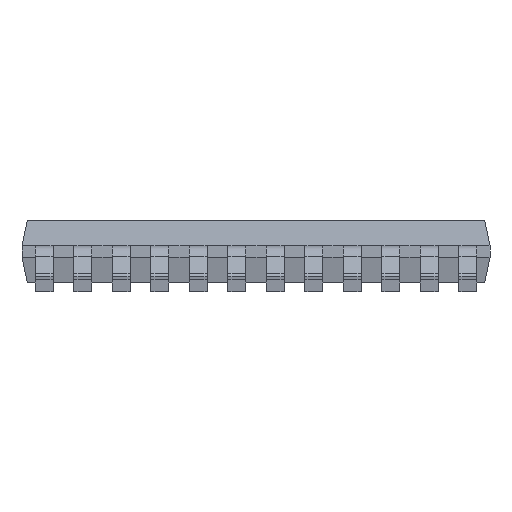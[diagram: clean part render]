
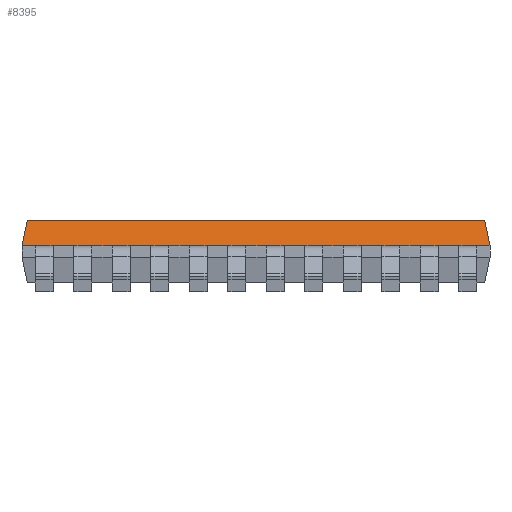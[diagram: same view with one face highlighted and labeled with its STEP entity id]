
A CAD part, left-side view. The second image highlights one B-rep face of the part: STEP entity #8395.
In plain terms, the highlighted planar face has unit normal (-0.978, 0, 0.208).
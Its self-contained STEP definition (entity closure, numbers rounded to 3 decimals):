
#308=PLANE('',#8867);
#618=FACE_OUTER_BOUND('',#1083,.T.);
#1083=EDGE_LOOP('',(#5859,#5860,#5861,#5862,#5863,#5864,#5865,#5866,#5867,
#5868,#5869,#5870,#5871,#5872,#5873,#5874,#5875,#5876,#5877,#5878,#5879,
#5880,#5881,#5882,#5883,#5884,#5885,#5886));
#1508=LINE('',#11572,#2436);
#1596=LINE('',#12449,#2524);
#1599=LINE('',#12456,#2527);
#1603=LINE('',#12465,#2531);
#1607=LINE('',#12474,#2535);
#1611=LINE('',#12483,#2539);
#1615=LINE('',#12492,#2543);
#1620=LINE('',#12503,#2548);
#1624=LINE('',#12512,#2552);
#1628=LINE('',#12521,#2556);
#1632=LINE('',#12530,#2560);
#1636=LINE('',#12539,#2564);
#1639=LINE('',#12546,#2567);
#1643=LINE('',#12555,#2571);
#1687=LINE('',#12618,#2615);
#1702=LINE('',#12635,#2630);
#1703=LINE('',#12636,#2631);
#1704=LINE('',#12637,#2632);
#1705=LINE('',#12638,#2633);
#1706=LINE('',#12639,#2634);
#1707=LINE('',#12640,#2635);
#1708=LINE('',#12641,#2636);
#1709=LINE('',#12642,#2637);
#1710=LINE('',#12643,#2638);
#1711=LINE('',#12644,#2639);
#1712=LINE('',#12645,#2640);
#1713=LINE('',#12646,#2641);
#1714=LINE('',#12647,#2642);
#2436=VECTOR('',#9441,1000.);
#2524=VECTOR('',#9555,1000.);
#2527=VECTOR('',#9560,1000.);
#2531=VECTOR('',#9566,1000.);
#2535=VECTOR('',#9572,1000.);
#2539=VECTOR('',#9578,1000.);
#2543=VECTOR('',#9584,1000.);
#2548=VECTOR('',#9591,1000.);
#2552=VECTOR('',#9597,1000.);
#2556=VECTOR('',#9603,1000.);
#2560=VECTOR('',#9609,1000.);
#2564=VECTOR('',#9615,1000.);
#2567=VECTOR('',#9620,1000.);
#2571=VECTOR('',#9626,1000.);
#2615=VECTOR('',#9688,1000.);
#2630=VECTOR('',#9707,1000.);
#2631=VECTOR('',#9708,1000.);
#2632=VECTOR('',#9709,1000.);
#2633=VECTOR('',#9710,1000.);
#2634=VECTOR('',#9711,1000.);
#2635=VECTOR('',#9712,1000.);
#2636=VECTOR('',#9713,1000.);
#2637=VECTOR('',#9714,1000.);
#2638=VECTOR('',#9715,1000.);
#2639=VECTOR('',#9716,1000.);
#2640=VECTOR('',#9717,1000.);
#2641=VECTOR('',#9718,1000.);
#2642=VECTOR('',#9719,1000.);
#3559=VERTEX_POINT('',#11569);
#3560=VERTEX_POINT('',#11571);
#3691=VERTEX_POINT('',#12446);
#3692=VERTEX_POINT('',#12448);
#3694=VERTEX_POINT('',#12454);
#3695=VERTEX_POINT('',#12455);
#3698=VERTEX_POINT('',#12463);
#3699=VERTEX_POINT('',#12464);
#3702=VERTEX_POINT('',#12472);
#3703=VERTEX_POINT('',#12473);
#3706=VERTEX_POINT('',#12481);
#3707=VERTEX_POINT('',#12482);
#3710=VERTEX_POINT('',#12490);
#3711=VERTEX_POINT('',#12491);
#3715=VERTEX_POINT('',#12500);
#3716=VERTEX_POINT('',#12502);
#3719=VERTEX_POINT('',#12509);
#3720=VERTEX_POINT('',#12511);
#3723=VERTEX_POINT('',#12518);
#3724=VERTEX_POINT('',#12520);
#3727=VERTEX_POINT('',#12527);
#3728=VERTEX_POINT('',#12529);
#3731=VERTEX_POINT('',#12536);
#3732=VERTEX_POINT('',#12538);
#3734=VERTEX_POINT('',#12544);
#3735=VERTEX_POINT('',#12545);
#3738=VERTEX_POINT('',#12553);
#3739=VERTEX_POINT('',#12554);
#4340=EDGE_CURVE('',#3559,#3560,#1508,.T.);
#4472=EDGE_CURVE('',#3691,#3692,#1596,.T.);
#4475=EDGE_CURVE('',#3694,#3695,#1599,.T.);
#4479=EDGE_CURVE('',#3698,#3699,#1603,.T.);
#4483=EDGE_CURVE('',#3702,#3703,#1607,.T.);
#4487=EDGE_CURVE('',#3706,#3707,#1611,.T.);
#4491=EDGE_CURVE('',#3710,#3711,#1615,.T.);
#4496=EDGE_CURVE('',#3715,#3716,#1620,.T.);
#4500=EDGE_CURVE('',#3719,#3720,#1624,.T.);
#4504=EDGE_CURVE('',#3723,#3724,#1628,.T.);
#4508=EDGE_CURVE('',#3727,#3728,#1632,.T.);
#4512=EDGE_CURVE('',#3731,#3732,#1636,.T.);
#4515=EDGE_CURVE('',#3734,#3735,#1639,.T.);
#4519=EDGE_CURVE('',#3738,#3739,#1643,.T.);
#4563=EDGE_CURVE('',#3734,#3560,#1687,.T.);
#4578=EDGE_CURVE('',#3692,#3559,#1702,.T.);
#4579=EDGE_CURVE('',#3691,#3695,#1703,.T.);
#4580=EDGE_CURVE('',#3694,#3699,#1704,.T.);
#4581=EDGE_CURVE('',#3698,#3703,#1705,.T.);
#4582=EDGE_CURVE('',#3702,#3707,#1706,.T.);
#4583=EDGE_CURVE('',#3706,#3711,#1707,.T.);
#4584=EDGE_CURVE('',#3710,#3739,#1708,.T.);
#4585=EDGE_CURVE('',#3738,#3732,#1709,.T.);
#4586=EDGE_CURVE('',#3731,#3728,#1710,.T.);
#4587=EDGE_CURVE('',#3727,#3724,#1711,.T.);
#4588=EDGE_CURVE('',#3723,#3720,#1712,.T.);
#4589=EDGE_CURVE('',#3719,#3716,#1713,.T.);
#4590=EDGE_CURVE('',#3715,#3735,#1714,.T.);
#5859=ORIENTED_EDGE('',*,*,#4563,.T.);
#5860=ORIENTED_EDGE('',*,*,#4340,.F.);
#5861=ORIENTED_EDGE('',*,*,#4578,.F.);
#5862=ORIENTED_EDGE('',*,*,#4472,.F.);
#5863=ORIENTED_EDGE('',*,*,#4579,.T.);
#5864=ORIENTED_EDGE('',*,*,#4475,.F.);
#5865=ORIENTED_EDGE('',*,*,#4580,.T.);
#5866=ORIENTED_EDGE('',*,*,#4479,.F.);
#5867=ORIENTED_EDGE('',*,*,#4581,.T.);
#5868=ORIENTED_EDGE('',*,*,#4483,.F.);
#5869=ORIENTED_EDGE('',*,*,#4582,.T.);
#5870=ORIENTED_EDGE('',*,*,#4487,.F.);
#5871=ORIENTED_EDGE('',*,*,#4583,.T.);
#5872=ORIENTED_EDGE('',*,*,#4491,.F.);
#5873=ORIENTED_EDGE('',*,*,#4584,.T.);
#5874=ORIENTED_EDGE('',*,*,#4519,.F.);
#5875=ORIENTED_EDGE('',*,*,#4585,.T.);
#5876=ORIENTED_EDGE('',*,*,#4512,.F.);
#5877=ORIENTED_EDGE('',*,*,#4586,.T.);
#5878=ORIENTED_EDGE('',*,*,#4508,.F.);
#5879=ORIENTED_EDGE('',*,*,#4587,.T.);
#5880=ORIENTED_EDGE('',*,*,#4504,.F.);
#5881=ORIENTED_EDGE('',*,*,#4588,.T.);
#5882=ORIENTED_EDGE('',*,*,#4500,.F.);
#5883=ORIENTED_EDGE('',*,*,#4589,.T.);
#5884=ORIENTED_EDGE('',*,*,#4496,.F.);
#5885=ORIENTED_EDGE('',*,*,#4590,.T.);
#5886=ORIENTED_EDGE('',*,*,#4515,.F.);
#8395=ADVANCED_FACE('',(#618),#308,.F.);
#8867=AXIS2_PLACEMENT_3D('',#12634,#9705,#9706);
#9441=DIRECTION('',(0.,-1.,0.));
#9555=DIRECTION('',(0.,1.,0.));
#9560=DIRECTION('',(0.,1.,0.));
#9566=DIRECTION('',(0.,1.,0.));
#9572=DIRECTION('',(0.,1.,0.));
#9578=DIRECTION('',(0.,1.,0.));
#9584=DIRECTION('',(0.,1.,0.));
#9591=DIRECTION('',(0.,1.,0.));
#9597=DIRECTION('',(0.,1.,0.));
#9603=DIRECTION('',(0.,1.,0.));
#9609=DIRECTION('',(0.,1.,0.));
#9615=DIRECTION('',(0.,1.,0.));
#9620=DIRECTION('',(0.,1.,0.));
#9626=DIRECTION('',(0.,1.,0.));
#9688=DIRECTION('',(0.204,0.204,0.958));
#9705=DIRECTION('center_axis',(0.978,0.,-0.208));
#9706=DIRECTION('ref_axis',(0.208,0.,0.978));
#9707=DIRECTION('',(0.204,-0.204,0.958));
#9708=DIRECTION('',(0.,-1.,0.));
#9709=DIRECTION('',(0.,-1.,0.));
#9710=DIRECTION('',(0.,-1.,0.));
#9711=DIRECTION('',(0.,-1.,0.));
#9712=DIRECTION('',(0.,-1.,0.));
#9713=DIRECTION('',(0.,-1.,0.));
#9714=DIRECTION('',(0.,-1.,0.));
#9715=DIRECTION('',(0.,-1.,0.));
#9716=DIRECTION('',(0.,-1.,0.));
#9717=DIRECTION('',(0.,-1.,0.));
#9718=DIRECTION('',(0.,-1.,0.));
#9719=DIRECTION('',(0.,-1.,0.));
#11569=CARTESIAN_POINT('',(-2.16,3.91,1.2));
#11571=CARTESIAN_POINT('',(-2.16,-3.81,1.2));
#11572=CARTESIAN_POINT('',(-2.16,4.,1.2));
#12446=CARTESIAN_POINT('',(-2.25,3.775,0.775));
#12448=CARTESIAN_POINT('',(-2.25,4.,0.775));
#12449=CARTESIAN_POINT('',(-2.25,-3.9,0.775));
#12454=CARTESIAN_POINT('',(-2.25,3.125,0.775));
#12455=CARTESIAN_POINT('',(-2.25,3.475,0.775));
#12456=CARTESIAN_POINT('',(-2.25,-3.9,0.775));
#12463=CARTESIAN_POINT('',(-2.25,2.475,0.775));
#12464=CARTESIAN_POINT('',(-2.25,2.825,0.775));
#12465=CARTESIAN_POINT('',(-2.25,-3.9,0.775));
#12472=CARTESIAN_POINT('',(-2.25,1.825,0.775));
#12473=CARTESIAN_POINT('',(-2.25,2.175,0.775));
#12474=CARTESIAN_POINT('',(-2.25,-3.9,0.775));
#12481=CARTESIAN_POINT('',(-2.25,1.175,0.775));
#12482=CARTESIAN_POINT('',(-2.25,1.525,0.775));
#12483=CARTESIAN_POINT('',(-2.25,-3.9,0.775));
#12490=CARTESIAN_POINT('',(-2.25,0.525,0.775));
#12491=CARTESIAN_POINT('',(-2.25,0.875,0.775));
#12492=CARTESIAN_POINT('',(-2.25,-3.9,0.775));
#12500=CARTESIAN_POINT('',(-2.25,-3.375,0.775));
#12502=CARTESIAN_POINT('',(-2.25,-3.025,0.775));
#12503=CARTESIAN_POINT('',(-2.25,-3.9,0.775));
#12509=CARTESIAN_POINT('',(-2.25,-2.725,0.775));
#12511=CARTESIAN_POINT('',(-2.25,-2.375,0.775));
#12512=CARTESIAN_POINT('',(-2.25,-3.9,0.775));
#12518=CARTESIAN_POINT('',(-2.25,-2.075,0.775));
#12520=CARTESIAN_POINT('',(-2.25,-1.725,0.775));
#12521=CARTESIAN_POINT('',(-2.25,-3.9,0.775));
#12527=CARTESIAN_POINT('',(-2.25,-1.425,0.775));
#12529=CARTESIAN_POINT('',(-2.25,-1.075,0.775));
#12530=CARTESIAN_POINT('',(-2.25,-3.9,0.775));
#12536=CARTESIAN_POINT('',(-2.25,-0.775,0.775));
#12538=CARTESIAN_POINT('',(-2.25,-0.425,0.775));
#12539=CARTESIAN_POINT('',(-2.25,-3.9,0.775));
#12544=CARTESIAN_POINT('',(-2.25,-3.9,0.775));
#12545=CARTESIAN_POINT('',(-2.25,-3.675,0.775));
#12546=CARTESIAN_POINT('',(-2.25,-3.9,0.775));
#12553=CARTESIAN_POINT('',(-2.25,-0.125,0.775));
#12554=CARTESIAN_POINT('',(-2.25,0.225,0.775));
#12555=CARTESIAN_POINT('',(-2.25,-3.9,0.775));
#12618=CARTESIAN_POINT('',(-1.836,-3.486,2.722));
#12634=CARTESIAN_POINT('Origin',(-2.16,4.,1.2));
#12635=CARTESIAN_POINT('',(-2.163,3.913,1.182));
#12636=CARTESIAN_POINT('',(-2.25,3.775,0.775));
#12637=CARTESIAN_POINT('',(-2.25,3.125,0.775));
#12638=CARTESIAN_POINT('',(-2.25,2.475,0.775));
#12639=CARTESIAN_POINT('',(-2.25,1.825,0.775));
#12640=CARTESIAN_POINT('',(-2.25,1.175,0.775));
#12641=CARTESIAN_POINT('',(-2.25,0.525,0.775));
#12642=CARTESIAN_POINT('',(-2.25,-0.125,0.775));
#12643=CARTESIAN_POINT('',(-2.25,-0.775,0.775));
#12644=CARTESIAN_POINT('',(-2.25,-1.425,0.775));
#12645=CARTESIAN_POINT('',(-2.25,-2.075,0.775));
#12646=CARTESIAN_POINT('',(-2.25,-2.725,0.775));
#12647=CARTESIAN_POINT('',(-2.25,-3.375,0.775));
